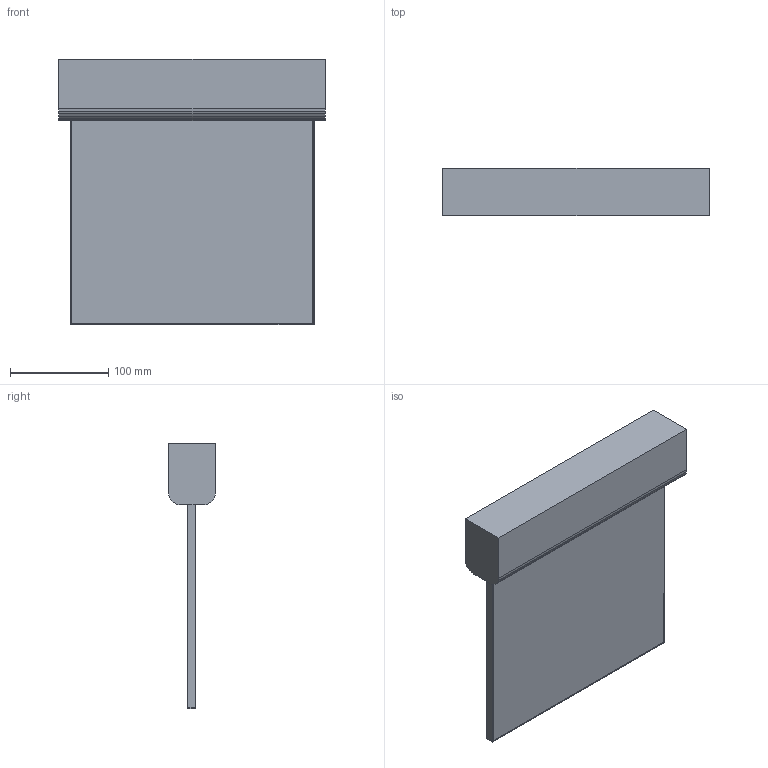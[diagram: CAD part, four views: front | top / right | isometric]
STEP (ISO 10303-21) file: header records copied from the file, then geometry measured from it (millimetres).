
FILE_DESCRIPTION (( 'STEP AP214' ), '1' );
FILE_NAME ('MIZAR 4023-3 LED SI R.STEP', '2018-07-17T08:57:56', ( '' ), ( '' ), 'SwSTEP 2.0', 'SolidWorks 2013', '' );
FILE_SCHEMA (( 'AUTOMOTIVE_DESIGN' ));
Length unit declared in the file: millimetre
Products named in the file (2): MIZAR 4023-3 LED SI R
Assembly tree (1 placements, depth 2):
  MIZAR 4023-3 LED SI R
    MIZAR 4023-3 LED SI R
Bounding box: 271 x 48 x 270 mm (x, y, z)
Surface area: 339183 mm2 (no closed solid volume)
Topology: 0 solids, 11 shells, 39 faces, 164 edges, 133 vertices
Faces by surface type: plane 34, bspline 5
Entity records: 2207 total; most frequent: CARTESIAN_POINT 479, DIRECTION 234, ORIENTED_EDGE 195, EDGE_CURVE 164, LINE 158, VECTOR 158, VERTEX_POINT 133, UNCERTAINTY_MEASURE_WITH_UNIT 42
